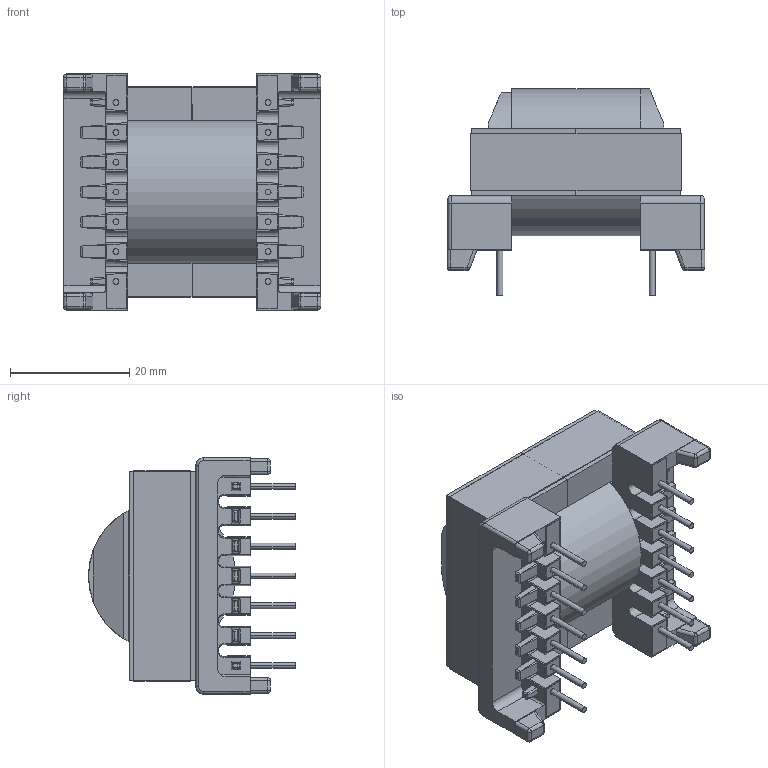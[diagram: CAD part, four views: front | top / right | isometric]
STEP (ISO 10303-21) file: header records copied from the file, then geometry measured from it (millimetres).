
FILE_DESCRIPTION (( 'STEP AP214' ), '1' );
FILE_NAME ('ETD34_5455.STEP', '2019-02-01T14:26:01', ( '' ), ( '' ), 'SwSTEP 2.0', 'SolidWorks 2017', '' );
FILE_SCHEMA (( 'AUTOMOTIVE_DESIGN' ));
Length unit declared in the file: millimetre
Products named in the file (5): 440-9993-0897; 150-0897_6C; 070-5455_coil; 070-5455_6C; ETD34_5455
Assembly tree (5 placements, depth 2):
  ETD34_5455
    070-5455_6C
    070-5455_coil
    150-0897_6C  x2
    440-9993-0897
Bounding box: 43.18 x 34.67 x 39.6 mm (x, y, z)
Volume: 23605 mm3; surface area: 18576.4 mm2
Topology: 5 solids, 5 shells, 605 faces, 1525 edges, 918 vertices
Faces by surface type: plane 303, cylinder 202, cone 58, sphere 32, torus 8, bspline 2
Entity records: 19404 total; most frequent: CARTESIAN_POINT 3620, ORIENTED_EDGE 2872, DIRECTION 2872, EDGE_CURVE 1436, AXIS2_PLACEMENT_3D 972, VECTOR 928, LINE 928, VERTEX_POINT 896
